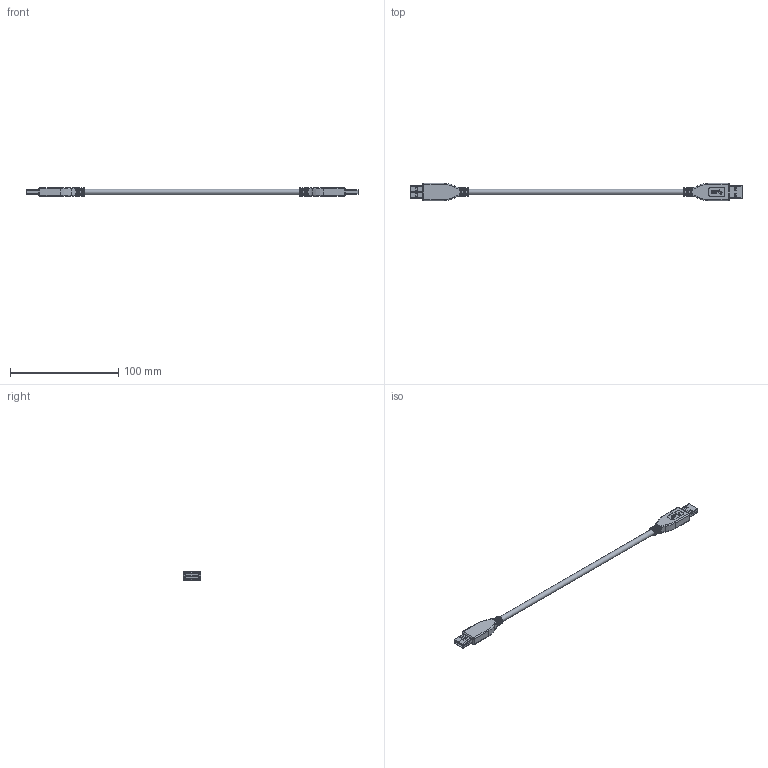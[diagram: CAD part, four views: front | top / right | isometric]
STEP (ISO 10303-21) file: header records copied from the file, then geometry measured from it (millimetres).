
FILE_DESCRIPTION(/* description */ ('Unknown'),/* implementation_level */ '2;1');
FILE_NAME(/* name */ '692901100001',/* time_stamp */ '2022-04-21T10:00:56+02:00',/* author */ ('Unknown'),/* organization */ ('Unknown'),/* preprocessor_version */ 'ST-DEVELOPER v16.7',/* originating_system */ 'Solid Edge',/* authorisation */ 'Unknown');
FILE_SCHEMA (('AUTOMOTIVE_DESIGN {1 0 10303 214 3 1 1}'));
Length unit declared in the file: millimetre
Products named in the file (1): 692901100001
Bounding box: 306.5 x 15.8 x 7.75 mm (x, y, z)
Volume: 12545.1 mm3; surface area: 10070.1 mm2
Topology: 1 solids, 1 shells, 1263 faces, 3521 edges, 2268 vertices
Faces by surface type: plane 868, cylinder 291, torus 58, bspline 30, sphere 16
Full cylindrical faces by diameter (mm): 0.8 x4, 0.9 x10, 5 x1, 7.75 x2
Entity records: 50180 total; most frequent: CARTESIAN_POINT 8920, ORIENTED_EDGE 6908, DIRECTION 6564, EDGE_CURVE 3454, LINE 2464, VECTOR 2464, VERTEX_POINT 2248, AXIS2_PLACEMENT_3D 2050
